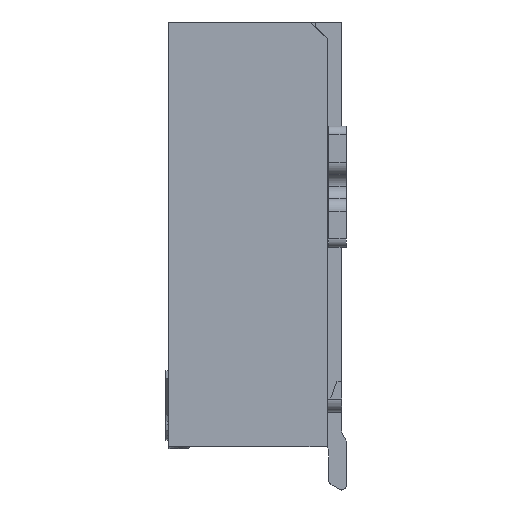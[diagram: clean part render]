
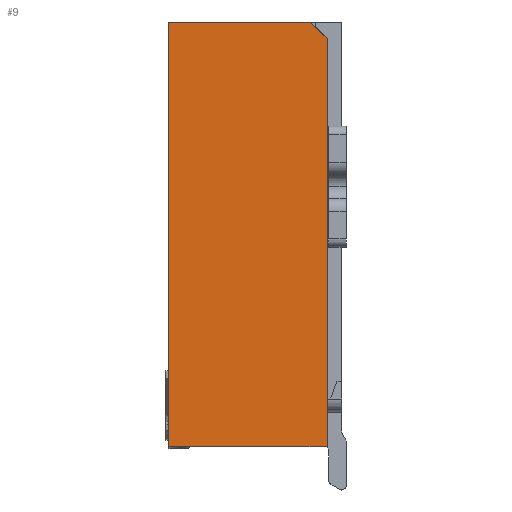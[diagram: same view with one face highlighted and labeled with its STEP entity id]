
A CAD part, left-side view. The second image highlights one B-rep face of the part: STEP entity #9.
In plain terms, the highlighted planar face has unit normal (-1, 0, 0).
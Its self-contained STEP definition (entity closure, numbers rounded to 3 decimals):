
#9 = ADVANCED_FACE ( 'NONE', ( #18373 ), #8734, .T. ) ;
#1422 = EDGE_LOOP ( 'NONE', ( #3050, #38410, #11090, #35904, #37352 ) ) ;
#1605 = VERTEX_POINT ( 'NONE', #4236 ) ;
#2096 = VECTOR ( 'NONE', #18864, 1000. ) ;
#2832 = VECTOR ( 'NONE', #25417, 1000. ) ;
#2883 = CARTESIAN_POINT ( 'NONE',  ( -3.25, 0., 0. ) ) ;
#3050 = ORIENTED_EDGE ( 'NONE', *, *, #14824, .T. ) ;
#4236 = CARTESIAN_POINT ( 'NONE',  ( -3.25, 0.36, 0. ) ) ;
#4643 = LINE ( 'NONE', #22085, #2832 ) ;
#5067 = CARTESIAN_POINT ( 'NONE',  ( -3.25, 2., -4.9 ) ) ;
#5838 = EDGE_CURVE ( 'NONE', #25179, #9577, #28372, .T. ) ;
#6680 = CARTESIAN_POINT ( 'NONE',  ( -3.25, 2., 0. ) ) ;
#7331 = CARTESIAN_POINT ( 'NONE',  ( -3.25, 0.17, -0.19 ) ) ;
#8734 = PLANE ( 'NONE',  #21276 ) ;
#9577 = VERTEX_POINT ( 'NONE', #22899 ) ;
#11090 = ORIENTED_EDGE ( 'NONE', *, *, #38728, .T. ) ;
#12444 = VERTEX_POINT ( 'NONE', #15700 ) ;
#13797 = LINE ( 'NONE', #23260, #38953 ) ;
#14092 = DIRECTION ( 'NONE',  ( 0., 0.707, 0.707 ) ) ;
#14824 = EDGE_CURVE ( 'NONE', #25179, #32595, #4643, .T. ) ;
#15440 = CARTESIAN_POINT ( 'NONE',  ( -3.25, 0.17, -4.9 ) ) ;
#15700 = CARTESIAN_POINT ( 'NONE',  ( -3.25, 0.17, -0.19 ) ) ;
#18373 = FACE_OUTER_BOUND ( 'NONE', #1422, .T. ) ;
#18864 = DIRECTION ( 'NONE',  ( 0., -1., 0. ) ) ;
#19588 = DIRECTION ( 'NONE',  ( 0., 0., 1. ) ) ;
#20372 = EDGE_CURVE ( 'NONE', #32595, #12444, #13797, .T. ) ;
#21276 = AXIS2_PLACEMENT_3D ( 'NONE', #6680, #28511, #19588 ) ;
#22085 = CARTESIAN_POINT ( 'NONE',  ( -3.25, 2., -4.9 ) ) ;
#22899 = CARTESIAN_POINT ( 'NONE',  ( -3.25, 2., 0. ) ) ;
#23260 = CARTESIAN_POINT ( 'NONE',  ( -3.25, 0.17, 0. ) ) ;
#23864 = VECTOR ( 'NONE', #14092, 1000. ) ;
#25179 = VERTEX_POINT ( 'NONE', #5067 ) ;
#25417 = DIRECTION ( 'NONE',  ( 0., -1., 0. ) ) ;
#27420 = VECTOR ( 'NONE', #40730, 1000. ) ;
#28182 = CARTESIAN_POINT ( 'NONE',  ( -3.25, 2., 0. ) ) ;
#28372 = LINE ( 'NONE', #28182, #27420 ) ;
#28511 = DIRECTION ( 'NONE',  ( -1., 0., 0. ) ) ;
#31864 = EDGE_CURVE ( 'NONE', #9577, #1605, #34114, .T. ) ;
#32595 = VERTEX_POINT ( 'NONE', #15440 ) ;
#34114 = LINE ( 'NONE', #2883, #2096 ) ;
#35822 = DIRECTION ( 'NONE',  ( 0., 0., 1. ) ) ;
#35904 = ORIENTED_EDGE ( 'NONE', *, *, #31864, .F. ) ;
#36098 = LINE ( 'NONE', #7331, #23864 ) ;
#37352 = ORIENTED_EDGE ( 'NONE', *, *, #5838, .F. ) ;
#38410 = ORIENTED_EDGE ( 'NONE', *, *, #20372, .T. ) ;
#38728 = EDGE_CURVE ( 'NONE', #12444, #1605, #36098, .T. ) ;
#38953 = VECTOR ( 'NONE', #35822, 1000. ) ;
#40730 = DIRECTION ( 'NONE',  ( 0., 0., 1. ) ) ;
